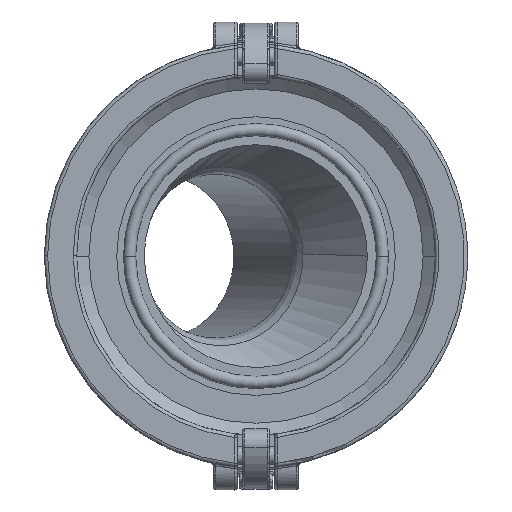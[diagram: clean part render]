
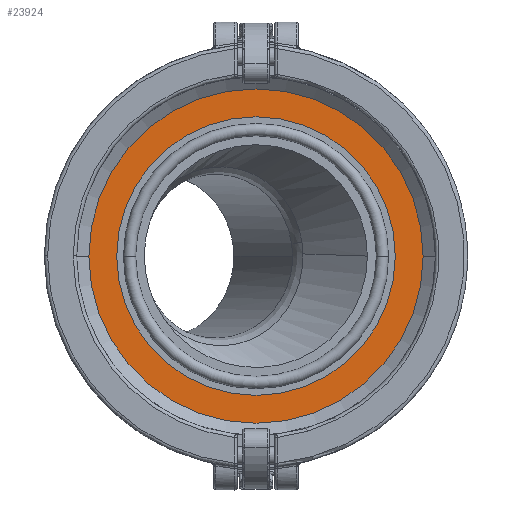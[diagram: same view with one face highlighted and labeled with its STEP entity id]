
A CAD part, top view. The second image highlights one B-rep face of the part: STEP entity #23924.
In plain terms, the highlighted planar face has unit normal (0, 0, 1).
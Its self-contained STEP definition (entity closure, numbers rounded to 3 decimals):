
#86 = VERTEX_POINT ( 'NONE', #22781 ) ;
#364 = EDGE_CURVE ( 'NONE', #4005, #86, #782, .T. ) ;
#579 = DIRECTION ( 'NONE',  ( 1., 0., 0. ) ) ;
#698 = DIRECTION ( 'NONE',  ( 0., 0., 1. ) ) ;
#782 = CIRCLE ( 'NONE', #22850, 62.5 ) ;
#3037 = DIRECTION ( 'NONE',  ( 0., 0., 1. ) ) ;
#3252 = ORIENTED_EDGE ( 'NONE', *, *, #5173, .F. ) ;
#3476 = FACE_BOUND ( 'NONE', #13830, .T. ) ;
#4005 = VERTEX_POINT ( 'NONE', #11941 ) ;
#4901 = AXIS2_PLACEMENT_3D ( 'NONE', #14083, #3037, #15916 ) ;
#5173 = EDGE_CURVE ( 'NONE', #86, #4005, #18353, .T. ) ;
#5366 = VERTEX_POINT ( 'NONE', #10999 ) ;
#6812 = CARTESIAN_POINT ( 'NONE',  ( -75., 0., -37.5 ) ) ;
#7345 = FACE_OUTER_BOUND ( 'NONE', #20048, .T. ) ;
#8307 = CIRCLE ( 'NONE', #11938, 75. ) ;
#9422 = AXIS2_PLACEMENT_3D ( 'NONE', #11037, #22126, #16532 ) ;
#10541 = CIRCLE ( 'NONE', #17249, 75. ) ;
#10999 = CARTESIAN_POINT ( 'NONE',  ( 75., 0., -37.5 ) ) ;
#11037 = CARTESIAN_POINT ( 'NONE',  ( 0., 62.5, -37.5 ) ) ;
#11195 = VERTEX_POINT ( 'NONE', #6812 ) ;
#11757 = DIRECTION ( 'NONE',  ( 0., 0., 1. ) ) ;
#11867 = CARTESIAN_POINT ( 'NONE',  ( 0., 0., -37.5 ) ) ;
#11938 = AXIS2_PLACEMENT_3D ( 'NONE', #22909, #11757, #579 ) ;
#11941 = CARTESIAN_POINT ( 'NONE',  ( 62.5, 0., -37.5 ) ) ;
#13310 = EDGE_CURVE ( 'NONE', #11195, #5366, #8307, .T. ) ;
#13646 = ORIENTED_EDGE ( 'NONE', *, *, #21364, .T. ) ;
#13664 = DIRECTION ( 'NONE',  ( 1., 0., 0. ) ) ;
#13830 = EDGE_LOOP ( 'NONE', ( #22418, #3252 ) ) ;
#14083 = CARTESIAN_POINT ( 'NONE',  ( 0., 0., -37.5 ) ) ;
#14670 = PLANE ( 'NONE',  #9422 ) ;
#15916 = DIRECTION ( 'NONE',  ( 1., 0., 0. ) ) ;
#16532 = DIRECTION ( 'NONE',  ( -1., 0., 0. ) ) ;
#17249 = AXIS2_PLACEMENT_3D ( 'NONE', #11867, #698, #13664 ) ;
#18353 = CIRCLE ( 'NONE', #4901, 62.5 ) ;
#18486 = DIRECTION ( 'NONE',  ( 1., 0., 0. ) ) ;
#18488 = DIRECTION ( 'NONE',  ( 0., 0., 1. ) ) ;
#18521 = ORIENTED_EDGE ( 'NONE', *, *, #13310, .T. ) ;
#18532 = CARTESIAN_POINT ( 'NONE',  ( 0., 0., -37.5 ) ) ;
#20048 = EDGE_LOOP ( 'NONE', ( #13646, #18521 ) ) ;
#21364 = EDGE_CURVE ( 'NONE', #5366, #11195, #10541, .T. ) ;
#22126 = DIRECTION ( 'NONE',  ( 0., 0., -1. ) ) ;
#22418 = ORIENTED_EDGE ( 'NONE', *, *, #364, .F. ) ;
#22781 = CARTESIAN_POINT ( 'NONE',  ( -62.5, 0., -37.5 ) ) ;
#22850 = AXIS2_PLACEMENT_3D ( 'NONE', #18532, #18488, #18486 ) ;
#22909 = CARTESIAN_POINT ( 'NONE',  ( 0., 0., -37.5 ) ) ;
#23924 = ADVANCED_FACE ( 'NONE', ( #3476, #7345 ), #14670, .F. ) ;
